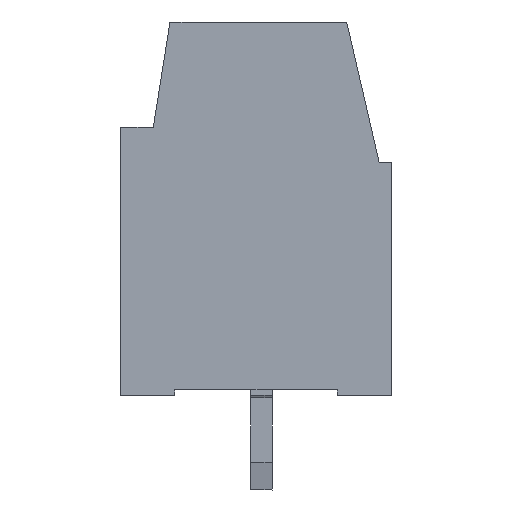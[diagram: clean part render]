
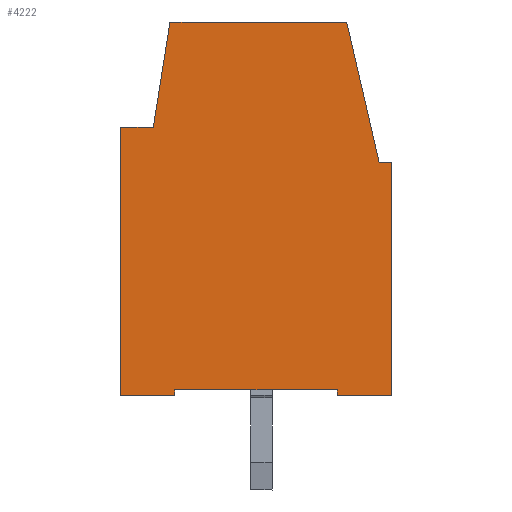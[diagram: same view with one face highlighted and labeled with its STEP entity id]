
A CAD part, left-side view. The second image highlights one B-rep face of the part: STEP entity #4222.
In plain terms, the highlighted planar face has unit normal (-1, 0, 0).
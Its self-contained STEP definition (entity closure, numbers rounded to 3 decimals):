
#4130=AXIS2_PLACEMENT_3D('Plane Axis2P3D',#4127,#4128,#4129) ;
#3738=CARTESIAN_POINT('Vertex',(0.,0.,12.101)) ;
#3741=CARTESIAN_POINT('Line Origine',(0.,0.,7.8)) ;
#3745=CARTESIAN_POINT('Vertex',(0.,0.,3.5)) ;
#4111=CARTESIAN_POINT('Vertex',(0.,0.445,12.1)) ;
#4114=CARTESIAN_POINT('Line Origine',(0.,0.223,12.1)) ;
#4127=CARTESIAN_POINT('Axis2P3D Location',(0.,3.449,14.)) ;
#4132=CARTESIAN_POINT('Line Origine',(0.,1.027,14.623)) ;
#4136=CARTESIAN_POINT('Vertex',(0.,1.609,17.145)) ;
#4139=CARTESIAN_POINT('Line Origine',(0.,1.627,17.223)) ;
#4143=CARTESIAN_POINT('Vertex',(0.,1.645,17.3)) ;
#4146=CARTESIAN_POINT('Line Origine',(0.,4.913,17.3)) ;
#4150=CARTESIAN_POINT('Vertex',(0.,8.181,17.301)) ;
#4153=CARTESIAN_POINT('Line Origine',(0.,8.49,15.351)) ;
#4157=CARTESIAN_POINT('Vertex',(0.,8.799,13.401)) ;
#4160=CARTESIAN_POINT('Line Origine',(0.,9.399,13.401)) ;
#4164=CARTESIAN_POINT('Vertex',(0.,9.999,13.401)) ;
#4167=CARTESIAN_POINT('Line Origine',(0.,10.,8.451)) ;
#4171=CARTESIAN_POINT('Vertex',(0.,10.,3.501)) ;
#4174=CARTESIAN_POINT('Line Origine',(0.,9.,3.501)) ;
#4178=CARTESIAN_POINT('Vertex',(0.,8.,3.501)) ;
#4181=CARTESIAN_POINT('Line Origine',(0.,8.,3.601)) ;
#4185=CARTESIAN_POINT('Vertex',(0.,8.,3.701)) ;
#4188=CARTESIAN_POINT('Line Origine',(0.,5.,3.7)) ;
#4192=CARTESIAN_POINT('Vertex',(0.,2.,3.7)) ;
#4195=CARTESIAN_POINT('Line Origine',(0.,2.,3.6)) ;
#4199=CARTESIAN_POINT('Vertex',(0.,2.,3.5)) ;
#4202=CARTESIAN_POINT('Line Origine',(0.,1.,3.5)) ;
#3742=DIRECTION('Vector Direction',(0.,0.,1.)) ;
#4115=DIRECTION('Vector Direction',(0.,-1.,0.001)) ;
#4128=DIRECTION('Axis2P3D Direction',(1.,0.,0.)) ;
#4129=DIRECTION('Axis2P3D XDirection',(0.,1.,0.)) ;
#4133=DIRECTION('Vector Direction',(0.,0.225,0.974)) ;
#4140=DIRECTION('Vector Direction',(0.,0.225,0.974)) ;
#4147=DIRECTION('Vector Direction',(0.,-1.,0.)) ;
#4154=DIRECTION('Vector Direction',(0.,0.157,-0.988)) ;
#4161=DIRECTION('Vector Direction',(0.,-1.,0.)) ;
#4168=DIRECTION('Vector Direction',(0.,0.,-1.)) ;
#4175=DIRECTION('Vector Direction',(0.,-1.,0.)) ;
#4182=DIRECTION('Vector Direction',(0.,0.,1.)) ;
#4189=DIRECTION('Vector Direction',(0.,-1.,0.)) ;
#4196=DIRECTION('Vector Direction',(0.,0.,-1.)) ;
#4203=DIRECTION('Vector Direction',(0.,-1.,0.)) ;
#3743=VECTOR('Line Direction',#3742,1.) ;
#4116=VECTOR('Line Direction',#4115,1.) ;
#4134=VECTOR('Line Direction',#4133,1.) ;
#4141=VECTOR('Line Direction',#4140,1.) ;
#4148=VECTOR('Line Direction',#4147,1.) ;
#4155=VECTOR('Line Direction',#4154,1.) ;
#4162=VECTOR('Line Direction',#4161,1.) ;
#4169=VECTOR('Line Direction',#4168,1.) ;
#4176=VECTOR('Line Direction',#4175,1.) ;
#4183=VECTOR('Line Direction',#4182,1.) ;
#4190=VECTOR('Line Direction',#4189,1.) ;
#4197=VECTOR('Line Direction',#4196,1.) ;
#4204=VECTOR('Line Direction',#4203,1.) ;
#4208=ORIENTED_EDGE('',*,*,#3747,.T.) ;
#4209=ORIENTED_EDGE('',*,*,#4118,.F.) ;
#4210=ORIENTED_EDGE('',*,*,#4138,.T.) ;
#4211=ORIENTED_EDGE('',*,*,#4145,.T.) ;
#4212=ORIENTED_EDGE('',*,*,#4152,.F.) ;
#4213=ORIENTED_EDGE('',*,*,#4159,.T.) ;
#4214=ORIENTED_EDGE('',*,*,#4166,.F.) ;
#4215=ORIENTED_EDGE('',*,*,#4173,.T.) ;
#4216=ORIENTED_EDGE('',*,*,#4180,.T.) ;
#4217=ORIENTED_EDGE('',*,*,#4187,.T.) ;
#4218=ORIENTED_EDGE('',*,*,#4194,.T.) ;
#4219=ORIENTED_EDGE('',*,*,#4201,.T.) ;
#4220=ORIENTED_EDGE('',*,*,#4206,.T.) ;
#4222=ADVANCED_FACE('COVER',(#4221),#4131,.F.) ;
#3747=EDGE_CURVE('',#3746,#3739,#3744,.T.) ;
#4118=EDGE_CURVE('',#4112,#3739,#4117,.T.) ;
#4138=EDGE_CURVE('',#4112,#4137,#4135,.T.) ;
#4145=EDGE_CURVE('',#4137,#4144,#4142,.T.) ;
#4152=EDGE_CURVE('',#4151,#4144,#4149,.T.) ;
#4159=EDGE_CURVE('',#4151,#4158,#4156,.T.) ;
#4166=EDGE_CURVE('',#4165,#4158,#4163,.T.) ;
#4173=EDGE_CURVE('',#4165,#4172,#4170,.T.) ;
#4180=EDGE_CURVE('',#4172,#4179,#4177,.T.) ;
#4187=EDGE_CURVE('',#4179,#4186,#4184,.T.) ;
#4194=EDGE_CURVE('',#4186,#4193,#4191,.T.) ;
#4201=EDGE_CURVE('',#4193,#4200,#4198,.T.) ;
#4206=EDGE_CURVE('',#4200,#3746,#4205,.T.) ;
#4207=EDGE_LOOP('',(#4208,#4209,#4210,#4211,#4212,#4213,#4214,#4215,#4216,#4217,#4218,#4219,#4220)) ;
#4221=FACE_OUTER_BOUND('',#4207,.T.) ;
#3744=LINE('Line',#3741,#3743) ;
#4117=LINE('Line',#4114,#4116) ;
#4135=LINE('Line',#4132,#4134) ;
#4142=LINE('Line',#4139,#4141) ;
#4149=LINE('Line',#4146,#4148) ;
#4156=LINE('Line',#4153,#4155) ;
#4163=LINE('Line',#4160,#4162) ;
#4170=LINE('Line',#4167,#4169) ;
#4177=LINE('Line',#4174,#4176) ;
#4184=LINE('Line',#4181,#4183) ;
#4191=LINE('Line',#4188,#4190) ;
#4198=LINE('Line',#4195,#4197) ;
#4205=LINE('Line',#4202,#4204) ;
#4131=PLANE('',#4130) ;
#3739=VERTEX_POINT('',#3738) ;
#3746=VERTEX_POINT('',#3745) ;
#4112=VERTEX_POINT('',#4111) ;
#4137=VERTEX_POINT('',#4136) ;
#4144=VERTEX_POINT('',#4143) ;
#4151=VERTEX_POINT('',#4150) ;
#4158=VERTEX_POINT('',#4157) ;
#4165=VERTEX_POINT('',#4164) ;
#4172=VERTEX_POINT('',#4171) ;
#4179=VERTEX_POINT('',#4178) ;
#4186=VERTEX_POINT('',#4185) ;
#4193=VERTEX_POINT('',#4192) ;
#4200=VERTEX_POINT('',#4199) ;
